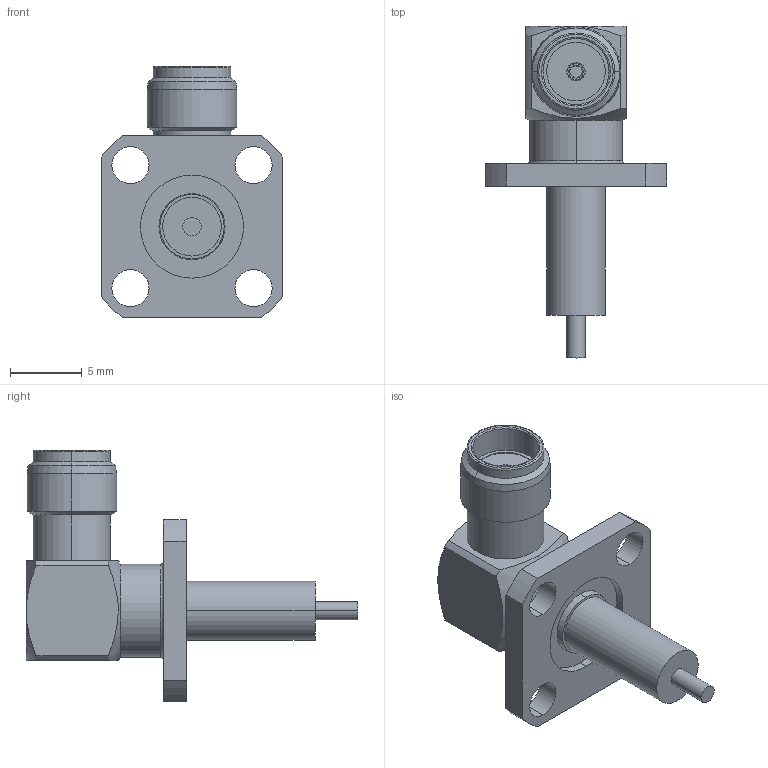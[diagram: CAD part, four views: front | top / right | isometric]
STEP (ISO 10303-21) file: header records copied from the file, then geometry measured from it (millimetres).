
FILE_DESCRIPTION (( 'STEP AP214' ), '1' );
FILE_NAME ('J01151A0651.STEP', '2018-09-19T12:40:15', ( '' ), ( '' ), 'SwSTEP 2.0', 'SolidWorks 2017', '' );
FILE_SCHEMA (( 'AUTOMOTIVE_DESIGN' ));
Length unit declared in the file: millimetre
Products named in the file (1): J01151A0651
Bounding box: 12.7 x 23.2 x 17.55 mm (x, y, z)
Volume: 908.6 mm3; surface area: 994.2 mm2
Topology: 1 solids, 1 shells, 92 faces, 210 edges, 132 vertices
Faces by surface type: cylinder 42, plane 26, cone 16, torus 8
Entity records: 3729 total; most frequent: CARTESIAN_POINT 553, DIRECTION 480, ORIENTED_EDGE 420, EDGE_CURVE 210, AXIS2_PLACEMENT_3D 199, VERTEX_POINT 132, EDGE_LOOP 112, CIRCLE 106
